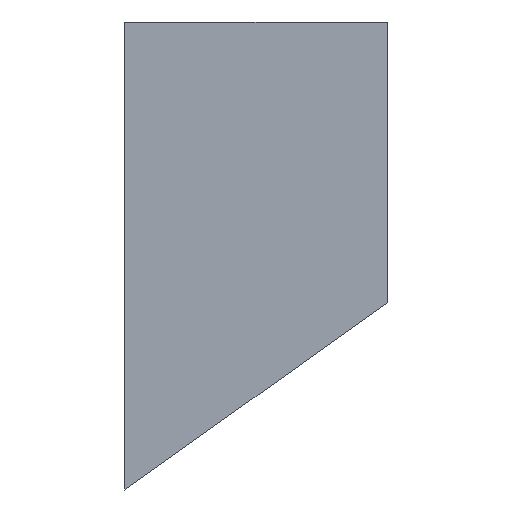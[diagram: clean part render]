
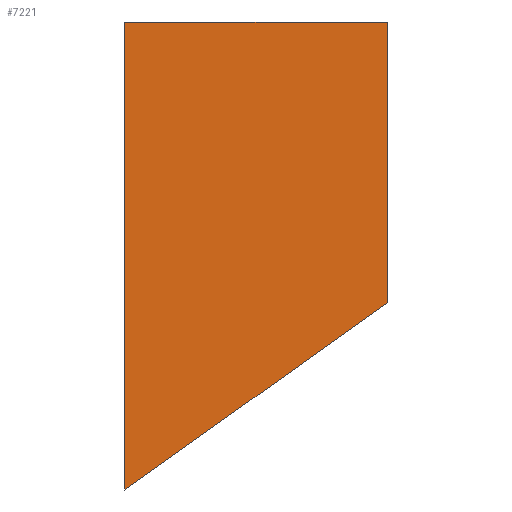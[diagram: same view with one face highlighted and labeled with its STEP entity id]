
A CAD part, top view. The second image highlights one B-rep face of the part: STEP entity #7221.
In plain terms, the highlighted planar face has unit normal (0, 0, 1).
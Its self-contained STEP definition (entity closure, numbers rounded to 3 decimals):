
#1375=EDGE_CURVE('',#3710,#3713,#3714,.T.);
#1385=EDGE_CURVE('',#3710,#3726,#3730,.T.);
#1387=EDGE_CURVE('',#3732,#3726,#3733,.T.);
#3710=VERTEX_POINT('',#7173);
#3713=VERTEX_POINT('',#7178);
#3714=LINE('',#7179,#7180);
#3726=VERTEX_POINT('',#7199);
#3730=LINE('',#7205,#7206);
#3732=VERTEX_POINT('',#7209);
#3733=LINE('',#7210,#7211);
#7173=CARTESIAN_POINT('',(-50.,-85.959,55.));
#7178=CARTESIAN_POINT('',(-50.,92.507,55.));
#7179=CARTESIAN_POINT('',(-50.,-85.973,55.));
#7180=VECTOR('',#13089,25.4);
#7199=CARTESIAN_POINT('',(50.,-14.513,55.));
#7205=CARTESIAN_POINT('',(18.057,-37.335,55.));
#7206=VECTOR('',#13094,25.4);
#7209=CARTESIAN_POINT('',(50.,92.507,55.));
#7210=CARTESIAN_POINT('',(50.,92.507,55.));
#7211=VECTOR('',#13095,25.4);
#7221=ADVANCED_FACE('',(#13113),#13114,.T.);
#13089=DIRECTION('',(0.0,1.0,0.0));
#13094=DIRECTION('',(0.814,0.581,0.));
#13095=DIRECTION('',(0.0,-1.0,0.0));
#13113=FACE_OUTER_BOUND('',#17807,.T.);
#13114=PLANE('',#17808);
#17807=EDGE_LOOP('',(#21344,#21345,#21346,#21347));
#17808=AXIS2_PLACEMENT_3D('',#21348,#21349,#21350);
#21344=ORIENTED_EDGE('',*,*,#26117,.T.);
#21345=ORIENTED_EDGE('',*,*,#1375,.F.);
#21346=ORIENTED_EDGE('',*,*,#1385,.T.);
#21347=ORIENTED_EDGE('',*,*,#1387,.F.);
#21348=CARTESIAN_POINT('',(-7.026,15.404,55.));
#21349=DIRECTION('',(0.,0.,1.0));
#21350=DIRECTION('',(1.0,0.0,0.));
#26117=EDGE_CURVE('',#3732,#3713,#27504,.T.);
#27504=LINE('',#30221,#30222);
#30221=CARTESIAN_POINT('',(-3.513,92.507,55.));
#30222=VECTOR('',#32119,25.4);
#32119=DIRECTION('',(-1.0,0.0,0.));
